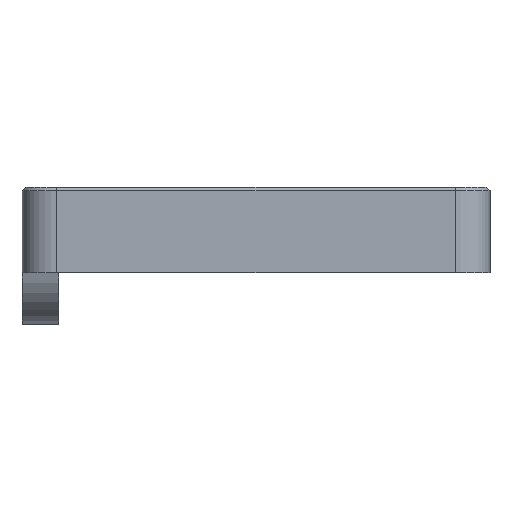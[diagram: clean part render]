
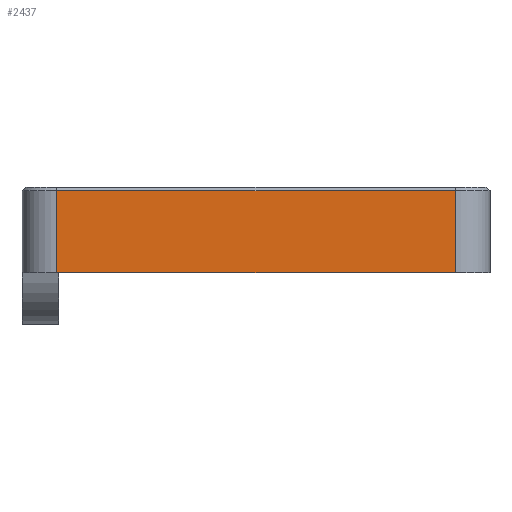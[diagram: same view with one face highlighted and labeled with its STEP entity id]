
A CAD part, left-side view. The second image highlights one B-rep face of the part: STEP entity #2437.
In plain terms, the highlighted planar face has unit normal (-1, 0, 0).
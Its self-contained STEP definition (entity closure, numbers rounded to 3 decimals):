
#327=FACE_OUTER_BOUND('',#478,.T.);
#478=EDGE_LOOP('',(#2089,#2090,#2091,#2092));
#585=LINE('',#3699,#819);
#689=LINE('',#4029,#923);
#694=LINE('',#4046,#928);
#720=LINE('',#4119,#954);
#819=VECTOR('',#2917,10.);
#923=VECTOR('',#3293,10.);
#928=VECTOR('',#3314,10.);
#954=VECTOR('',#3392,10.);
#1073=VERTEX_POINT('',#3696);
#1074=VERTEX_POINT('',#3698);
#1161=VERTEX_POINT('',#4019);
#1163=VERTEX_POINT('',#4025);
#1316=EDGE_CURVE('',#1073,#1074,#585,.T.);
#1473=EDGE_CURVE('',#1161,#1163,#689,.T.);
#1482=EDGE_CURVE('',#1161,#1074,#694,.T.);
#1518=EDGE_CURVE('',#1163,#1073,#720,.T.);
#2089=ORIENTED_EDGE('',*,*,#1473,.F.);
#2090=ORIENTED_EDGE('',*,*,#1482,.T.);
#2091=ORIENTED_EDGE('',*,*,#1316,.F.);
#2092=ORIENTED_EDGE('',*,*,#1518,.F.);
#2305=PLANE('',#2697);
#2437=ADVANCED_FACE('',(#327),#2305,.T.);
#2697=AXIS2_PLACEMENT_3D('',#4118,#3390,#3391);
#2917=DIRECTION('',(0.,1.,0.));
#3293=DIRECTION('',(0.,-1.,0.));
#3314=DIRECTION('',(0.,0.,-1.));
#3390=DIRECTION('center_axis',(-1.,0.,0.));
#3391=DIRECTION('ref_axis',(0.,1.,0.));
#3392=DIRECTION('',(0.,0.,-1.));
#3696=CARTESIAN_POINT('',(-5.379,-1.018,-3.5));
#3698=CARTESIAN_POINT('',(-5.379,58.682,-3.5));
#3699=CARTESIAN_POINT('',(-5.379,58.682,-3.5));
#4019=CARTESIAN_POINT('',(-5.379,58.682,8.8));
#4025=CARTESIAN_POINT('',(-5.379,-1.018,8.8));
#4029=CARTESIAN_POINT('',(-5.379,13.907,8.8));
#4046=CARTESIAN_POINT('',(-5.379,58.682,9.3));
#4118=CARTESIAN_POINT('Origin',(-5.379,-1.018,9.3));
#4119=CARTESIAN_POINT('',(-5.379,-1.018,9.3));
